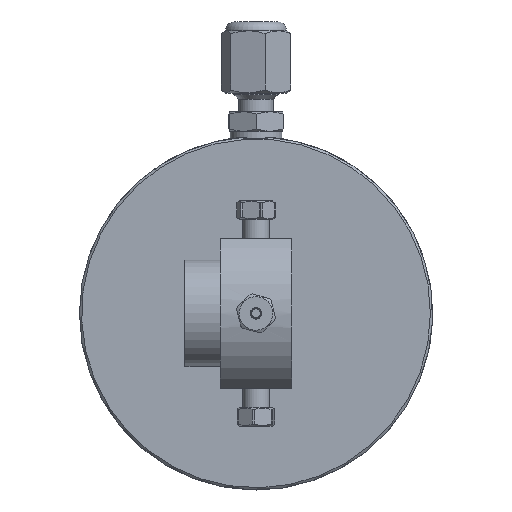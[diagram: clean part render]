
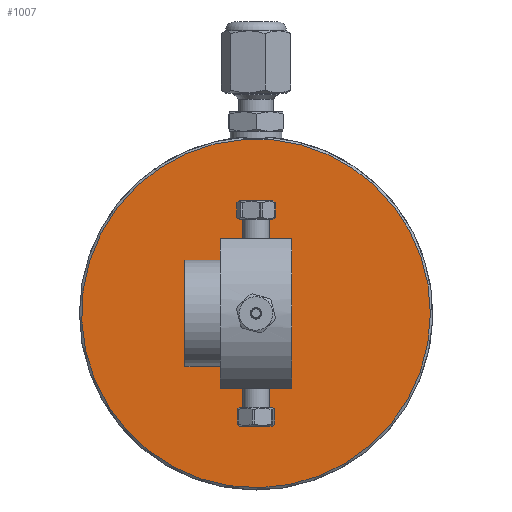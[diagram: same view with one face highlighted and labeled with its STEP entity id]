
A CAD part, front view. The second image highlights one B-rep face of the part: STEP entity #1007.
In plain terms, the highlighted planar face has unit normal (0, -1, 0).
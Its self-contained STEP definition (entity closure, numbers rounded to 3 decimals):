
#980=CARTESIAN_POINT('',(-3.08,39.751,0.));
#981=DIRECTION('',(0.0,-1.0,0.0));
#982=DIRECTION('',(0.0,0.0,1.0));
#983=AXIS2_PLACEMENT_3D('',#980,#981,#982);
#984=PLANE('',#983);
#985=CARTESIAN_POINT('',(43.859,39.751,0.));
#986=VERTEX_POINT('',#985);
#987=CARTESIAN_POINT('',(12.7,39.751,0.));
#988=DIRECTION('',(0.0,1.0,0.0));
#989=DIRECTION('',(-1.0,0.0,0.0));
#990=AXIS2_PLACEMENT_3D('',#987,#988,#989);
#991=CIRCLE('',#990,31.16);
#992=EDGE_CURVE('',#986,#986,#991,.T.);
#993=ORIENTED_EDGE('',*,*,#992,.F.);
#994=EDGE_LOOP('',(#993));
#995=FACE_OUTER_BOUND('',#994,.T.);
#996=CARTESIAN_POINT('',(7.9,39.751,0.));
#997=VERTEX_POINT('',#996);
#998=CARTESIAN_POINT('',(12.7,39.751,0.));
#999=DIRECTION('',(0.0,1.0,0.0));
#1000=DIRECTION('',(-1.0,0.0,0.0));
#1001=AXIS2_PLACEMENT_3D('',#998,#999,#1000);
#1002=CIRCLE('',#1001,4.8);
#1003=EDGE_CURVE('',#997,#997,#1002,.T.);
#1004=ORIENTED_EDGE('',*,*,#1003,.T.);
#1005=EDGE_LOOP('',(#1004));
#1006=FACE_BOUND('',#1005,.T.);
#1007=ADVANCED_FACE('',(#995,#1006),#984,.T.);
